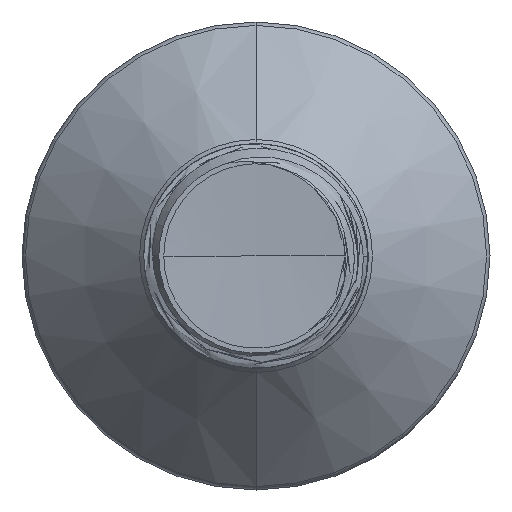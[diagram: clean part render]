
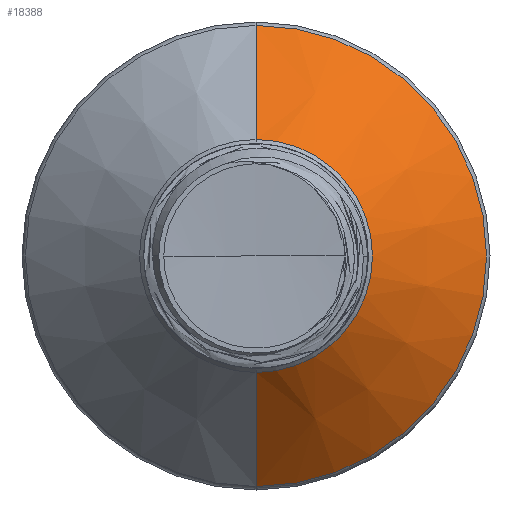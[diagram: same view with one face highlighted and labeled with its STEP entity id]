
A CAD part, front view. The second image highlights one B-rep face of the part: STEP entity #18388.
In plain terms, the highlighted conical face has half-angle 45 degrees and reference radius 1.817 mm.
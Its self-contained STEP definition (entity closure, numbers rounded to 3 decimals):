
#269 = VERTEX_POINT ( 'NONE', #27189 ) ;
#2988 = ORIENTED_EDGE ( 'NONE', *, *, #5653, .T. ) ;
#3147 = CIRCLE ( 'NONE', #17537, 3.596 ) ;
#3528 = CONICAL_SURFACE ( 'NONE', #25035, 1.817, 0.785 ) ;
#4024 = VERTEX_POINT ( 'NONE', #18947 ) ;
#5535 = DIRECTION ( 'NONE',  ( 0., 1., 0. ) ) ;
#5653 = EDGE_CURVE ( 'NONE', #19711, #4024, #9317, .T. ) ;
#6812 = VECTOR ( 'NONE', #20631, 1000. ) ;
#9317 = LINE ( 'NONE', #18022, #20202 ) ;
#9541 = EDGE_CURVE ( 'NONE', #269, #10435, #12687, .T. ) ;
#10086 = CARTESIAN_POINT ( 'NONE',  ( 0., 6.439, 0. ) ) ;
#10435 = VERTEX_POINT ( 'NONE', #23931 ) ;
#12687 = LINE ( 'NONE', #15251, #6812 ) ;
#13129 = EDGE_LOOP ( 'NONE', ( #14212, #2988, #26097, #14919 ) ) ;
#13656 = EDGE_CURVE ( 'NONE', #269, #19711, #24877, .T. ) ;
#14212 = ORIENTED_EDGE ( 'NONE', *, *, #13656, .T. ) ;
#14919 = ORIENTED_EDGE ( 'NONE', *, *, #9541, .F. ) ;
#15251 = CARTESIAN_POINT ( 'NONE',  ( 0., 6.439, 1.817 ) ) ;
#17537 = AXIS2_PLACEMENT_3D ( 'NONE', #18788, #5535, #20812 ) ;
#17990 = DIRECTION ( 'NONE',  ( 0., 0.707, -0.707 ) ) ;
#18022 = CARTESIAN_POINT ( 'NONE',  ( 0., 6.439, -1.817 ) ) ;
#18197 = FACE_OUTER_BOUND ( 'NONE', #13129, .T. ) ;
#18388 = ADVANCED_FACE ( 'NONE', ( #18197 ), #3528, .T. ) ;
#18788 = CARTESIAN_POINT ( 'NONE',  ( 0., 8.218, 0. ) ) ;
#18947 = CARTESIAN_POINT ( 'NONE',  ( 0., 8.218, -3.596 ) ) ;
#19540 = CARTESIAN_POINT ( 'NONE',  ( 0., 6.439, -1.817 ) ) ;
#19653 = AXIS2_PLACEMENT_3D ( 'NONE', #10086, #21742, #21721 ) ;
#19711 = VERTEX_POINT ( 'NONE', #19540 ) ;
#20202 = VECTOR ( 'NONE', #17990, 1000. ) ;
#20407 = CARTESIAN_POINT ( 'NONE',  ( 0., 6.439, 0. ) ) ;
#20576 = DIRECTION ( 'NONE',  ( 0., 1., 0. ) ) ;
#20631 = DIRECTION ( 'NONE',  ( 0., 0.707, 0.707 ) ) ;
#20812 = DIRECTION ( 'NONE',  ( 0., 0., 1. ) ) ;
#21665 = EDGE_CURVE ( 'NONE', #10435, #4024, #3147, .T. ) ;
#21721 = DIRECTION ( 'NONE',  ( 0., 0., 1. ) ) ;
#21742 = DIRECTION ( 'NONE',  ( 0., 1., 0. ) ) ;
#23931 = CARTESIAN_POINT ( 'NONE',  ( 0., 8.218, 3.596 ) ) ;
#24877 = CIRCLE ( 'NONE', #19653, 1.817 ) ;
#25035 = AXIS2_PLACEMENT_3D ( 'NONE', #20407, #20576, #25979 ) ;
#25979 = DIRECTION ( 'NONE',  ( 0., 0., 1. ) ) ;
#26097 = ORIENTED_EDGE ( 'NONE', *, *, #21665, .F. ) ;
#27189 = CARTESIAN_POINT ( 'NONE',  ( 0., 6.439, 1.817 ) ) ;
